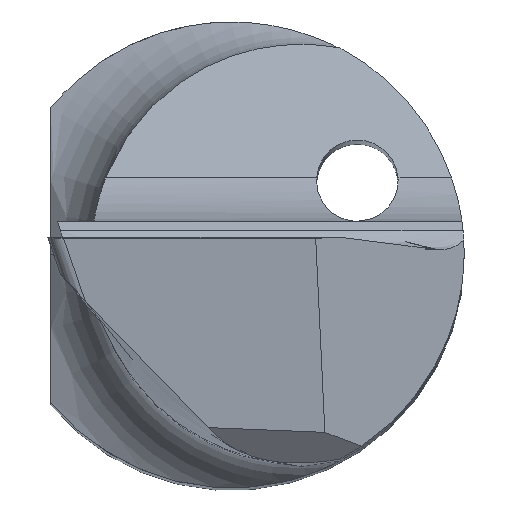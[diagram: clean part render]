
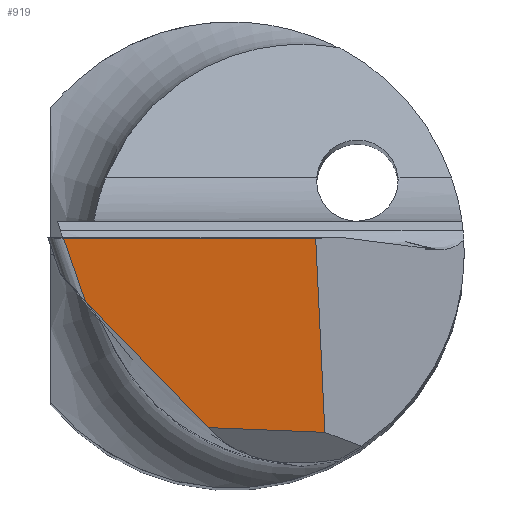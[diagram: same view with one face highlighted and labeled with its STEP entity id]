
A CAD part, top view. The second image highlights one B-rep face of the part: STEP entity #919.
In plain terms, the highlighted planar face has unit normal (0.103, -0.139, 0.985).
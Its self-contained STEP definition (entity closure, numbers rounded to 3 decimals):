
#38 = CARTESIAN_POINT ( 'NONE',  ( -0.569, -1.159, 23.727 ) ) ;
#46 = EDGE_CURVE ( 'NONE', #217, #676, #899, .T. ) ;
#62 = CARTESIAN_POINT ( 'NONE',  ( 1.941, 0.275, 23.665 ) ) ;
#74 = CARTESIAN_POINT ( 'NONE',  ( -0.198, -1.5, 23.639 ) ) ;
#140 = CARTESIAN_POINT ( 'NONE',  ( -1.44, 0.126, 24. ) ) ;
#148 = B_SPLINE_CURVE_WITH_KNOTS ( 'NONE', 3,
 ( #525, #38, #1175, #620 ),
 .UNSPECIFIED., .F., .F.,
 ( 4, 4 ),
 ( 0.015, 0.017 ),
 .UNSPECIFIED. ) ;
#172 = ORIENTED_EDGE ( 'NONE', *, *, #560, .F. ) ;
#207 = DIRECTION ( 'NONE',  ( 0.104, -0.139, 0.985 ) ) ;
#217 = VERTEX_POINT ( 'NONE', #714 ) ;
#219 = AXIS2_PLACEMENT_3D ( 'NONE', #62, #207, #590 ) ;
#292 = VERTEX_POINT ( 'NONE', #140 ) ;
#303 = EDGE_CURVE ( 'NONE', #858, #690, #148, .T. ) ;
#306 = DIRECTION ( 'NONE',  ( -0.047, 0.988, 0.145 ) ) ;
#358 = ORIENTED_EDGE ( 'NONE', *, *, #303, .F. ) ;
#385 = EDGE_LOOP ( 'NONE', ( #1101, #940, #172, #358, #422 ) ) ;
#422 = ORIENTED_EDGE ( 'NONE', *, *, #723, .F. ) ;
#435 = CARTESIAN_POINT ( 'NONE',  ( -1.456, 0.174, 24.008 ) ) ;
#456 = DIRECTION ( 'NONE',  ( -0.995, 0., 0.105 ) ) ;
#510 = CARTESIAN_POINT ( 'NONE',  ( 0.725, 0.126, 23.772 ) ) ;
#525 = CARTESIAN_POINT ( 'NONE',  ( -0.198, -1.5, 23.639 ) ) ;
#558 = VECTOR ( 'NONE', #1181, 1000. ) ;
#560 = EDGE_CURVE ( 'NONE', #690, #292, #917, .T. ) ;
#590 = DIRECTION ( 'NONE',  ( 0., -0.99, -0.14 ) ) ;
#620 = CARTESIAN_POINT ( 'NONE',  ( -1.252, -0.415, 23.904 ) ) ;
#627 = FACE_OUTER_BOUND ( 'NONE', #385, .T. ) ;
#676 = VERTEX_POINT ( 'NONE', #510 ) ;
#690 = VERTEX_POINT ( 'NONE', #1154 ) ;
#700 = LINE ( 'NONE', #1166, #558 ) ;
#714 = CARTESIAN_POINT ( 'NONE',  ( 0.804, -1.54, 23.528 ) ) ;
#723 = EDGE_CURVE ( 'NONE', #217, #858, #700, .T. ) ;
#776 = VECTOR ( 'NONE', #456, 1000. ) ;
#815 = VECTOR ( 'NONE', #306, 1000. ) ;
#836 = CARTESIAN_POINT ( 'NONE',  ( 4.845, 0.126, 23.339 ) ) ;
#843 = VECTOR ( 'NONE', #1005, 1000. ) ;
#858 = VERTEX_POINT ( 'NONE', #74 ) ;
#899 = LINE ( 'NONE', #1157, #815 ) ;
#917 = LINE ( 'NONE', #435, #843 ) ;
#919 = ADVANCED_FACE ( 'NONE', ( #627 ), #1009, .T. ) ;
#920 = LINE ( 'NONE', #836, #776 ) ;
#940 = ORIENTED_EDGE ( 'NONE', *, *, #1102, .T. ) ;
#1005 = DIRECTION ( 'NONE',  ( -0.323, 0.932, 0.166 ) ) ;
#1009 = PLANE ( 'NONE',  #219 ) ;
#1101 = ORIENTED_EDGE ( 'NONE', *, *, #46, .T. ) ;
#1102 = EDGE_CURVE ( 'NONE', #676, #292, #920, .T. ) ;
#1154 = CARTESIAN_POINT ( 'NONE',  ( -1.252, -0.415, 23.904 ) ) ;
#1157 = CARTESIAN_POINT ( 'NONE',  ( 0.723, 0.179, 23.78 ) ) ;
#1166 = CARTESIAN_POINT ( 'NONE',  ( 1.839, -1.582, 23.414 ) ) ;
#1175 = CARTESIAN_POINT ( 'NONE',  ( -0.904, -0.78, 23.815 ) ) ;
#1181 = DIRECTION ( 'NONE',  ( -0.993, 0.04, 0.11 ) ) ;
